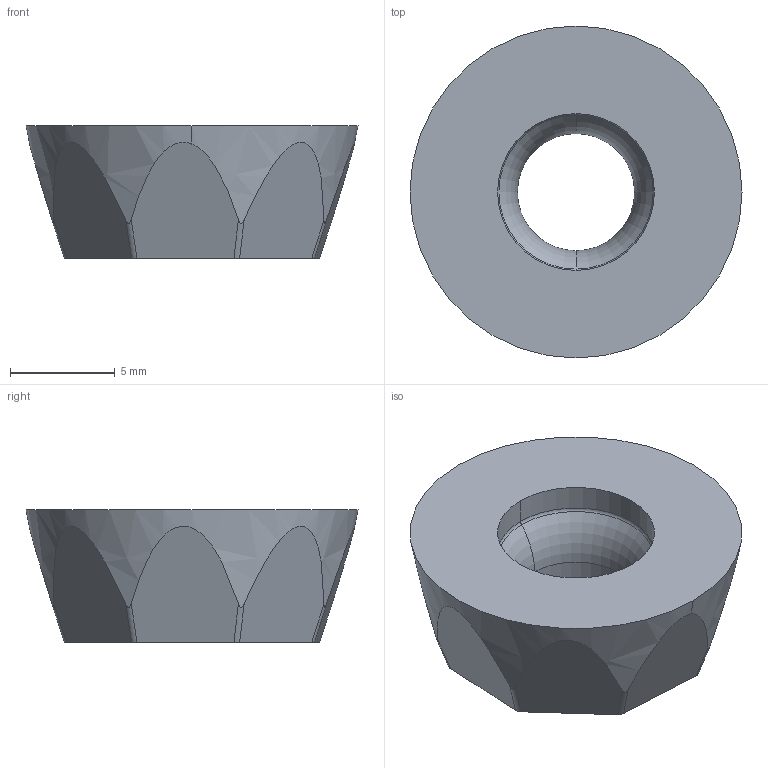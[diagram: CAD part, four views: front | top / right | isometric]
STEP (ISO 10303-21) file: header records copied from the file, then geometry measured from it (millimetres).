
FILE_DESCRIPTION((''),'2;1');
FILE_NAME('RPMW150600E','2014-11-07T',('tsakamot'),('PTC Japan'),'PRO/ENGINEER BY PARAMETRIC TECHNOLOGY CORPORATION, 2011180','PRO/ENGINEER BY PARAMETRIC TECHNOLOGY CORPORATION, 2011180','');
FILE_SCHEMA(('AUTOMOTIVE_DESIGN { 1 0 10303 214 1 1 1 1 }'));
Length unit declared in the file: millimetre
Products named in the file (1): RPMW150600E
Bounding box: 15.88 x 15.88 x 6.35 mm (x, y, z)
Volume: 803.9 mm3; surface area: 669.6 mm2
Topology: 1 solids, 1 shells, 33 faces, 82 edges, 52 vertices
Faces by surface type: cylinder 12, plane 11, torus 6, cone 4
Entity records: 1548 total; most frequent: CARTESIAN_POINT 448, ORIENTED_EDGE 164, DIRECTION 150, PRESENTATION_STYLE_ASSIGNMENT 84, STYLED_ITEM 84, CURVE_STYLE 83, EDGE_CURVE 82, AXIS2_PLACEMENT_3D 59
